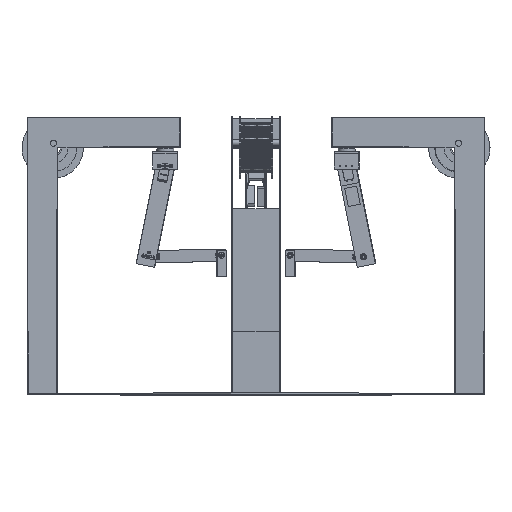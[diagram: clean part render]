
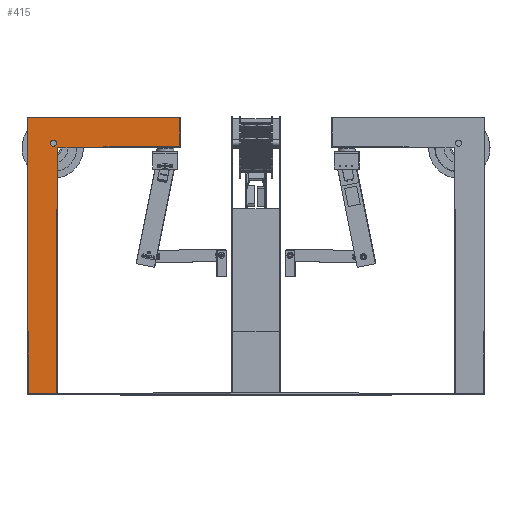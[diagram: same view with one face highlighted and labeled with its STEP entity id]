
A CAD part, top view. The second image highlights one B-rep face of the part: STEP entity #415.
In plain terms, the highlighted planar face has unit normal (0, 0, 1).
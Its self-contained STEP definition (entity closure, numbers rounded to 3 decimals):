
#190=CARTESIAN_POINT('',(75.0,-85.0,5.0));
#191=VERTEX_POINT('',#190);
#192=CARTESIAN_POINT('',(85.0,-85.0,5.0));
#193=DIRECTION('',(0.0,0.0,-1.0));
#194=DIRECTION('',(1.0,0.0,0.0));
#195=AXIS2_PLACEMENT_3D('',#192,#193,#194);
#196=CIRCLE('',#195,10.0);
#197=EDGE_CURVE('',#191,#191,#196,.T.);
#228=CARTESIAN_POINT('',(500.0,0.0,5.0));
#229=VERTEX_POINT('',#228);
#236=CARTESIAN_POINT('',(500.0,-100.0,5.0));
#237=VERTEX_POINT('',#236);
#238=CARTESIAN_POINT('',(500.0,-100.0,5.0));
#239=DIRECTION('',(0.0,1.0,0.0));
#240=VECTOR('',#239,100.0);
#241=LINE('',#238,#240);
#242=EDGE_CURVE('',#237,#229,#241,.T.);
#267=CARTESIAN_POINT('',(100.0,-100.0,5.0));
#268=VERTEX_POINT('',#267);
#269=CARTESIAN_POINT('',(100.0,-100.0,5.0));
#270=DIRECTION('',(1.0,0.0,0.0));
#271=VECTOR('',#270,400.0);
#272=LINE('',#269,#271);
#273=EDGE_CURVE('',#268,#237,#272,.T.);
#298=CARTESIAN_POINT('',(100.0,-900.0,5.0));
#299=VERTEX_POINT('',#298);
#300=CARTESIAN_POINT('',(100.0,-900.0,5.0));
#301=DIRECTION('',(0.0,1.0,0.0));
#302=VECTOR('',#301,800.0);
#303=LINE('',#300,#302);
#304=EDGE_CURVE('',#299,#268,#303,.T.);
#329=CARTESIAN_POINT('',(0.0,-900.0,5.0));
#330=VERTEX_POINT('',#329);
#331=CARTESIAN_POINT('',(0.0,-900.0,5.0));
#332=DIRECTION('',(1.0,0.0,0.0));
#333=VECTOR('',#332,100.0);
#334=LINE('',#331,#333);
#335=EDGE_CURVE('',#330,#299,#334,.T.);
#360=CARTESIAN_POINT('',(0.0,0.0,5.0));
#361=VERTEX_POINT('',#360);
#362=CARTESIAN_POINT('',(0.0,0.0,5.0));
#363=DIRECTION('',(0.0,-1.0,0.0));
#364=VECTOR('',#363,900.0);
#365=LINE('',#362,#364);
#366=EDGE_CURVE('',#361,#330,#365,.T.);
#389=CARTESIAN_POINT('',(500.0,0.0,5.0));
#390=DIRECTION('',(-1.0,0.0,0.0));
#391=VECTOR('',#390,500.0);
#392=LINE('',#389,#391);
#393=EDGE_CURVE('',#229,#361,#392,.T.);
#399=CARTESIAN_POINT('',(135.714,-335.714,5.0));
#400=DIRECTION('',(0.0,0.0,1.0));
#401=DIRECTION('',(1.0,0.0,0.0));
#402=AXIS2_PLACEMENT_3D('',#399,#400,#401);
#403=PLANE('',#402);
#404=ORIENTED_EDGE('',*,*,#393,.T.);
#405=ORIENTED_EDGE('',*,*,#366,.T.);
#406=ORIENTED_EDGE('',*,*,#335,.T.);
#407=ORIENTED_EDGE('',*,*,#304,.T.);
#408=ORIENTED_EDGE('',*,*,#273,.T.);
#409=ORIENTED_EDGE('',*,*,#242,.T.);
#410=EDGE_LOOP('',(#404,#405,#406,#407,#408,#409));
#411=FACE_OUTER_BOUND('',#410,.T.);
#412=ORIENTED_EDGE('',*,*,#197,.T.);
#413=EDGE_LOOP('',(#412));
#414=FACE_BOUND('',#413,.T.);
#415=ADVANCED_FACE('',(#411,#414),#403,.T.);
